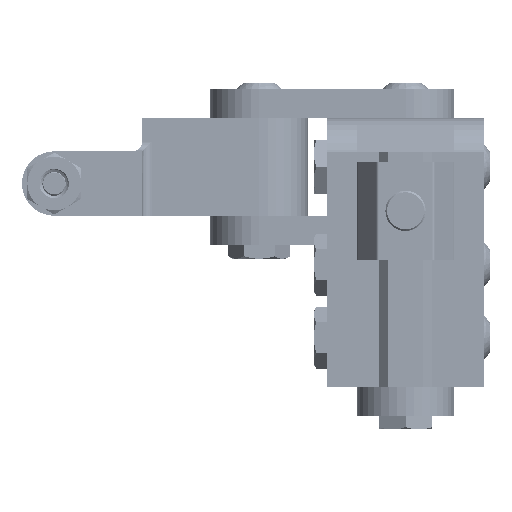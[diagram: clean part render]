
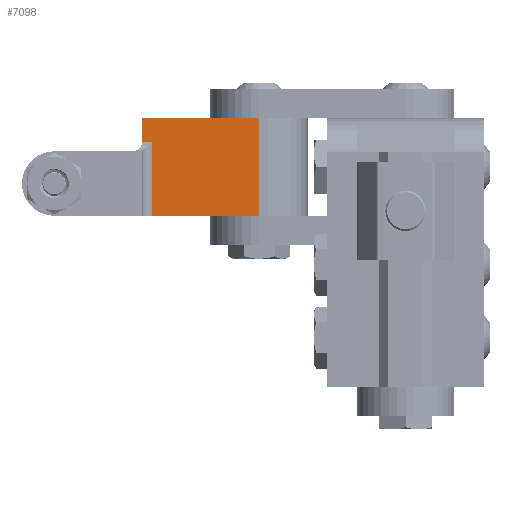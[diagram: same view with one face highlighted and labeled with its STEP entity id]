
A CAD part, left-side view. The second image highlights one B-rep face of the part: STEP entity #7098.
In plain terms, the highlighted face is planar.
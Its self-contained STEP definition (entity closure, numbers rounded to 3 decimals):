
#825=PLANE('',#7713);
#993=FACE_OUTER_BOUND('',#1415,.T.);
#1415=EDGE_LOOP('',(#5132,#5133,#5134,#5135,#5136,#5137));
#1893=LINE('',#12165,#2349);
#1900=LINE('',#12191,#2356);
#1905=LINE('',#12201,#2361);
#1907=LINE('',#12204,#2363);
#1908=LINE('',#12206,#2364);
#1909=LINE('',#12207,#2365);
#2349=VECTOR('',#8629,10.);
#2356=VECTOR('',#8654,10.);
#2361=VECTOR('',#8663,10.);
#2363=VECTOR('',#8667,10.);
#2364=VECTOR('',#8668,10.);
#2365=VECTOR('',#8669,10.);
#2994=VERTEX_POINT('',#12162);
#2995=VERTEX_POINT('',#12164);
#3002=VERTEX_POINT('',#12181);
#3005=VERTEX_POINT('',#12189);
#3008=VERTEX_POINT('',#12200);
#3009=VERTEX_POINT('',#12205);
#3784=EDGE_CURVE('',#2994,#2995,#1893,.T.);
#3797=EDGE_CURVE('',#3005,#3002,#1900,.T.);
#3802=EDGE_CURVE('',#3002,#3008,#1905,.T.);
#3804=EDGE_CURVE('',#2995,#3005,#1907,.T.);
#3805=EDGE_CURVE('',#2994,#3009,#1908,.T.);
#3806=EDGE_CURVE('',#3008,#3009,#1909,.T.);
#5132=ORIENTED_EDGE('',*,*,#3797,.F.);
#5133=ORIENTED_EDGE('',*,*,#3804,.F.);
#5134=ORIENTED_EDGE('',*,*,#3784,.F.);
#5135=ORIENTED_EDGE('',*,*,#3805,.T.);
#5136=ORIENTED_EDGE('',*,*,#3806,.F.);
#5137=ORIENTED_EDGE('',*,*,#3802,.F.);
#7098=ADVANCED_FACE('',(#993),#825,.T.);
#7713=AXIS2_PLACEMENT_3D('',#12203,#8665,#8666);
#8629=DIRECTION('',(1.,0.,0.));
#8654=DIRECTION('',(1.,0.,0.));
#8663=DIRECTION('',(0.,0.,1.));
#8665=DIRECTION('center_axis',(0.,1.,0.));
#8666=DIRECTION('ref_axis',(-1.,0.,0.));
#8667=DIRECTION('',(0.,0.,1.));
#8668=DIRECTION('',(0.,0.,1.));
#8669=DIRECTION('',(-1.,0.,0.));
#12162=CARTESIAN_POINT('',(134.7,5.,-18.));
#12164=CARTESIAN_POINT('',(145.7,5.,-18.));
#12165=CARTESIAN_POINT('',(134.7,5.,-18.));
#12181=CARTESIAN_POINT('',(146.7,5.,-10.4));
#12189=CARTESIAN_POINT('',(145.7,5.,-10.4));
#12191=CARTESIAN_POINT('',(146.7,5.,-10.4));
#12200=CARTESIAN_POINT('',(146.7,5.,-8.));
#12201=CARTESIAN_POINT('',(146.7,5.,-18.));
#12203=CARTESIAN_POINT('Origin',(146.7,5.,-18.));
#12204=CARTESIAN_POINT('',(145.7,5.,-16.35));
#12205=CARTESIAN_POINT('',(134.7,5.,-8.));
#12206=CARTESIAN_POINT('',(134.7,5.,-18.));
#12207=CARTESIAN_POINT('',(134.7,5.,-8.));
